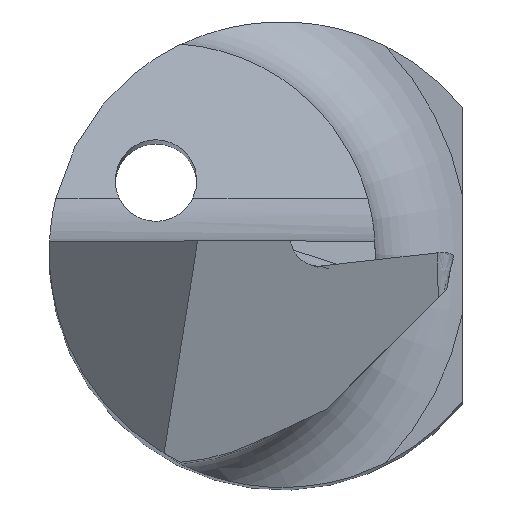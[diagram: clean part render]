
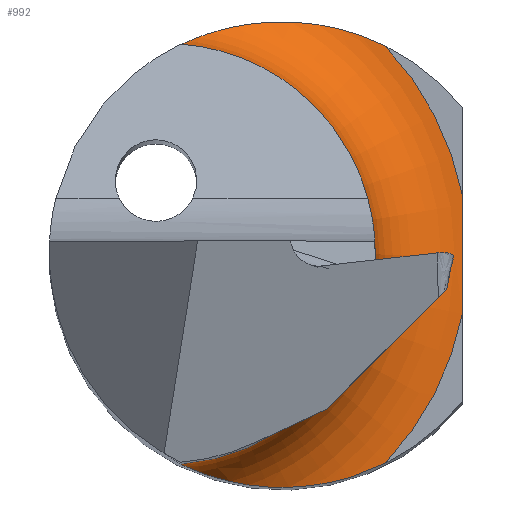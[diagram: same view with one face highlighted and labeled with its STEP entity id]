
A CAD part, top view. The second image highlights one B-rep face of the part: STEP entity #992.
In plain terms, the highlighted toroidal (fillet/blend) face has major radius 2.605 mm and minor radius 0.8 mm.
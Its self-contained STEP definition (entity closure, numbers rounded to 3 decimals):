
#24 = ORIENTED_EDGE ( 'NONE', *, *, #203, .F. ) ;
#51 = EDGE_CURVE ( 'NONE', #391, #642, #483, .T. ) ;
#56 = CARTESIAN_POINT ( 'NONE',  ( 0.884, -1.794, 14. ) ) ;
#69 = TOROIDAL_SURFACE ( 'NONE', #876, 2.605, 0.8 ) ;
#91 = ORIENTED_EDGE ( 'NONE', *, *, #124, .F. ) ;
#92 = CARTESIAN_POINT ( 'NONE',  ( -1.005, 0., 14. ) ) ;
#99 = B_SPLINE_CURVE_WITH_KNOTS ( 'NONE', 3,
 ( #161, #173, #410, #998, #253, #724, #744, #899, #475, #399, #818, #813 ),
 .UNSPECIFIED., .F., .F.,
 ( 4, 2, 2, 2, 2, 4 ),
 ( 0., 0., 0.001, 0.001, 0.002, 0.002 ),
 .UNSPECIFIED. ) ;
#124 = EDGE_CURVE ( 'NONE', #303, #391, #916, .T. ) ;
#127 = CARTESIAN_POINT ( 'NONE',  ( 0.722, -1.874, 14. ) ) ;
#131 = CARTESIAN_POINT ( 'NONE',  ( 1.55, 0., 14.002 ) ) ;
#160 = CARTESIAN_POINT ( 'NONE',  ( 0.884, 1.794, 14. ) ) ;
#161 = CARTESIAN_POINT ( 'NONE',  ( -0.872, 1.8, 14.8 ) ) ;
#173 = CARTESIAN_POINT ( 'NONE',  ( -0.872, 1.8, 14.709 ) ) ;
#182 = VERTEX_POINT ( 'NONE', #989 ) ;
#188 = DIRECTION ( 'NONE',  ( 1., 0., 0. ) ) ;
#203 = EDGE_CURVE ( 'NONE', #283, #303, #740, .T. ) ;
#206 = CARTESIAN_POINT ( 'NONE',  ( -0.872, 1.8, 14.8 ) ) ;
#211 = CARTESIAN_POINT ( 'NONE',  ( -0.872, -1.8, 14.8 ) ) ;
#215 = B_SPLINE_CURVE_WITH_KNOTS ( 'NONE', 3,
 ( #527, #127, #442, #362, #780, #698, #880, #285, #1046, #615, #963, #211 ),
 .UNSPECIFIED., .F., .F.,
 ( 4, 2, 2, 2, 2, 4 ),
 ( 0., 0.001, 0.001, 0.002, 0.002, 0.002 ),
 .UNSPECIFIED. ) ;
#227 = DIRECTION ( 'NONE',  ( 0., 0., -1. ) ) ;
#239 = DIRECTION ( 'NONE',  ( 0., 0., -1. ) ) ;
#241 = EDGE_CURVE ( 'NONE', #182, #975, #514, .T. ) ;
#249 = CARTESIAN_POINT ( 'NONE',  ( -1.005, 0., 14.8 ) ) ;
#253 = CARTESIAN_POINT ( 'NONE',  ( -0.689, 1.879, 14.409 ) ) ;
#283 = VERTEX_POINT ( 'NONE', #160 ) ;
#285 = CARTESIAN_POINT ( 'NONE',  ( -0.689, -1.879, 14.408 ) ) ;
#303 = VERTEX_POINT ( 'NONE', #829 ) ;
#304 = CARTESIAN_POINT ( 'NONE',  ( 1.55, -0.508, 14. ) ) ;
#336 = EDGE_LOOP ( 'NONE', ( #91, #24, #653, #413, #480, #645 ) ) ;
#362 = CARTESIAN_POINT ( 'NONE',  ( 0.204, -1.998, 14.045 ) ) ;
#386 = DIRECTION ( 'NONE',  ( 1., 0., 0. ) ) ;
#391 = VERTEX_POINT ( 'NONE', #662 ) ;
#399 = CARTESIAN_POINT ( 'NONE',  ( 0.553, 1.93, 14.007 ) ) ;
#410 = CARTESIAN_POINT ( 'NONE',  ( -0.843, 1.814, 14.621 ) ) ;
#413 = ORIENTED_EDGE ( 'NONE', *, *, #241, .F. ) ;
#442 = CARTESIAN_POINT ( 'NONE',  ( 0.553, -1.93, 14.007 ) ) ;
#464 = CARTESIAN_POINT ( 'NONE',  ( 1.55, 0.169, 14.002 ) ) ;
#475 = CARTESIAN_POINT ( 'NONE',  ( 0.203, 1.998, 14.045 ) ) ;
#480 = ORIENTED_EDGE ( 'NONE', *, *, #979, .F. ) ;
#483 = CIRCLE ( 'NONE', #783, 2.605 ) ;
#492 = DIRECTION ( 'NONE',  ( 0., 0., 1. ) ) ;
#495 = DIRECTION ( 'NONE',  ( 0., 0., 1. ) ) ;
#514 = CIRCLE ( 'NONE', #566, 1.805 ) ;
#524 = CARTESIAN_POINT ( 'NONE',  ( -1.005, 0., 14. ) ) ;
#527 = CARTESIAN_POINT ( 'NONE',  ( 0.884, -1.794, 14. ) ) ;
#566 = AXIS2_PLACEMENT_3D ( 'NONE', #249, #492, #798 ) ;
#615 = CARTESIAN_POINT ( 'NONE',  ( -0.843, -1.814, 14.621 ) ) ;
#617 = CARTESIAN_POINT ( 'NONE',  ( 1.55, -0.169, 14.002 ) ) ;
#638 = CARTESIAN_POINT ( 'NONE',  ( 1.55, -0.339, 14. ) ) ;
#642 = VERTEX_POINT ( 'NONE', #56 ) ;
#645 = ORIENTED_EDGE ( 'NONE', *, *, #51, .F. ) ;
#653 = ORIENTED_EDGE ( 'NONE', *, *, #656, .F. ) ;
#656 = EDGE_CURVE ( 'NONE', #975, #283, #99, .T. ) ;
#662 = CARTESIAN_POINT ( 'NONE',  ( 1.55, -0.508, 14. ) ) ;
#698 = CARTESIAN_POINT ( 'NONE',  ( -0.314, -1.983, 14.177 ) ) ;
#702 = CARTESIAN_POINT ( 'NONE',  ( 1.55, 0.508, 14. ) ) ;
#714 = AXIS2_PLACEMENT_3D ( 'NONE', #92, #239, #735 ) ;
#715 = CARTESIAN_POINT ( 'NONE',  ( 1.55, 0.339, 14. ) ) ;
#724 = CARTESIAN_POINT ( 'NONE',  ( -0.482, 1.946, 14.248 ) ) ;
#735 = DIRECTION ( 'NONE',  ( 1., 0., 0. ) ) ;
#740 = CIRCLE ( 'NONE', #714, 2.605 ) ;
#744 = CARTESIAN_POINT ( 'NONE',  ( -0.317, 1.982, 14.178 ) ) ;
#766 = CARTESIAN_POINT ( 'NONE',  ( -1.005, 0., 14.8 ) ) ;
#780 = CARTESIAN_POINT ( 'NONE',  ( 0.026, -2.007, 14.076 ) ) ;
#783 = AXIS2_PLACEMENT_3D ( 'NONE', #524, #227, #386 ) ;
#798 = DIRECTION ( 'NONE',  ( 1., 0., 0. ) ) ;
#813 = CARTESIAN_POINT ( 'NONE',  ( 0.884, 1.794, 14. ) ) ;
#818 = CARTESIAN_POINT ( 'NONE',  ( 0.722, 1.874, 14. ) ) ;
#827 = FACE_OUTER_BOUND ( 'NONE', #336, .T. ) ;
#829 = CARTESIAN_POINT ( 'NONE',  ( 1.55, 0.508, 14. ) ) ;
#876 = AXIS2_PLACEMENT_3D ( 'NONE', #766, #495, #188 ) ;
#880 = CARTESIAN_POINT ( 'NONE',  ( -0.48, -1.947, 14.247 ) ) ;
#899 = CARTESIAN_POINT ( 'NONE',  ( 0.026, 2.007, 14.076 ) ) ;
#916 = B_SPLINE_CURVE_WITH_KNOTS ( 'NONE', 3,
 ( #702, #715, #464, #131, #617, #638, #304 ),
 .UNSPECIFIED., .F., .F.,
 ( 4, 3, 4 ),
 ( 0., 0.001, 0.001 ),
 .UNSPECIFIED. ) ;
#963 = CARTESIAN_POINT ( 'NONE',  ( -0.872, -1.8, 14.709 ) ) ;
#975 = VERTEX_POINT ( 'NONE', #206 ) ;
#979 = EDGE_CURVE ( 'NONE', #642, #182, #215, .T. ) ;
#989 = CARTESIAN_POINT ( 'NONE',  ( -0.872, -1.8, 14.8 ) ) ;
#992 = ADVANCED_FACE ( 'NONE', ( #827 ), #69, .F. ) ;
#998 = CARTESIAN_POINT ( 'NONE',  ( -0.751, 1.854, 14.471 ) ) ;
#1046 = CARTESIAN_POINT ( 'NONE',  ( -0.75, -1.855, 14.471 ) ) ;
